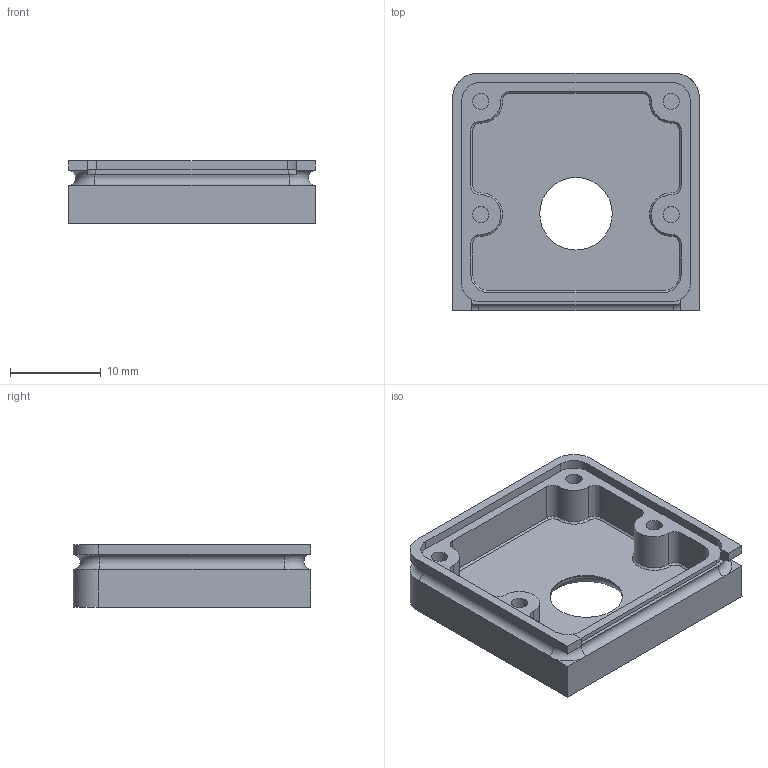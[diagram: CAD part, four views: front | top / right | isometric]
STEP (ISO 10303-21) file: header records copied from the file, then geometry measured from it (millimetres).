
FILE_DESCRIPTION(('FreeCAD Model'),'2;1');
FILE_NAME('cam_top3.step', '2019-04-09T10:52:29',('Anool'),('Wyolum'), 'Open CASCADE STEP processor 7.3','FreeCAD','Unknown');
FILE_SCHEMA(('AUTOMOTIVE_DESIGN { 1 0 10303 214 1 1 1 1 }'));
Length unit declared in the file: millimetre
Products named in the file (1): cam_top
Bounding box: 27.2 x 26.2 x 6.9 mm (x, y, z)
Volume: 1970.6 mm3; surface area: 2665.1 mm2
Topology: 1 solids, 1 shells, 94 faces, 236 edges, 149 vertices
Faces by surface type: plane 42, cylinder 33, cone 14, torus 5
Full cylindrical faces by diameter (mm): 1.8 x4, 8 x1
Entity records: 3063 total; most frequent: CARTESIAN_POINT 754, DIRECTION 490, ORIENTED_EDGE 472, EDGE_CURVE 236, AXIS2_PLACEMENT_3D 179, VERTEX_POINT 149, LINE 132, VECTOR 132
